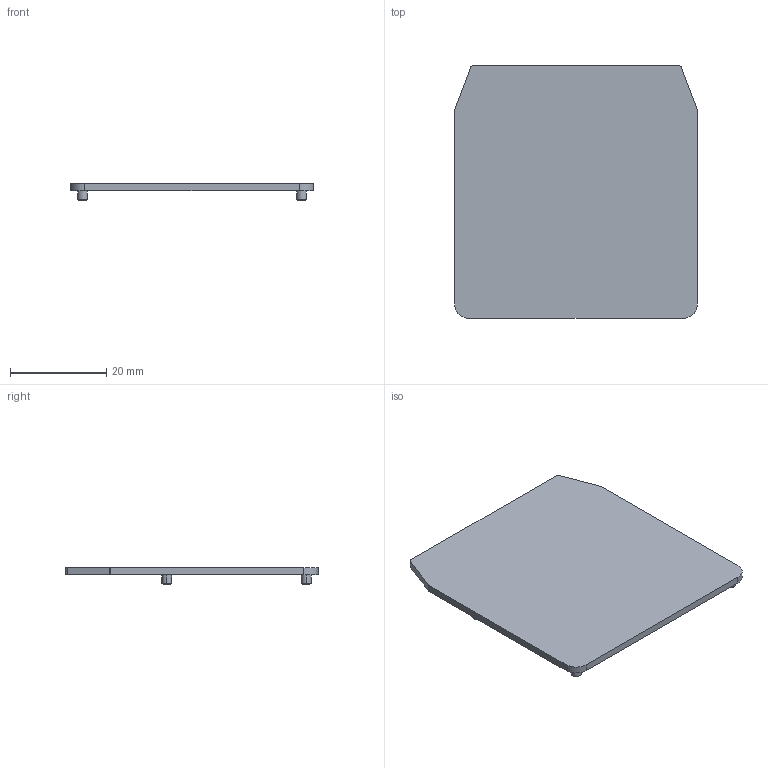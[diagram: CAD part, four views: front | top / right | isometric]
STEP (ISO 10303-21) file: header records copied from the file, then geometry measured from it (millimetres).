
FILE_DESCRIPTION (( 'STEP AP214' ), '1' );
FILE_NAME ('KN-ST2.step', '2015-05-04T11:27:24', ( '' ), ( '' ), 'SwSTEP 2.0', 'SolidWorks 2014', '' );
FILE_SCHEMA (( 'AUTOMOTIVE_DESIGN' ));
Length unit declared in the file: millimetre
Products named in the file (1): KN-ST2
Bounding box: 50.5 x 52.5 x 3.5 mm (x, y, z)
Volume: 3940.9 mm3; surface area: 5598.7 mm2
Topology: 1 solids, 1 shells, 46 faces, 100 edges, 64 vertices
Faces by surface type: cylinder 22, plane 16, cone 8
Entity records: 1306 total; most frequent: DIRECTION 246, CARTESIAN_POINT 211, ORIENTED_EDGE 200, EDGE_CURVE 100, AXIS2_PLACEMENT_3D 99, VERTEX_POINT 64, EDGE_LOOP 54, CIRCLE 52
